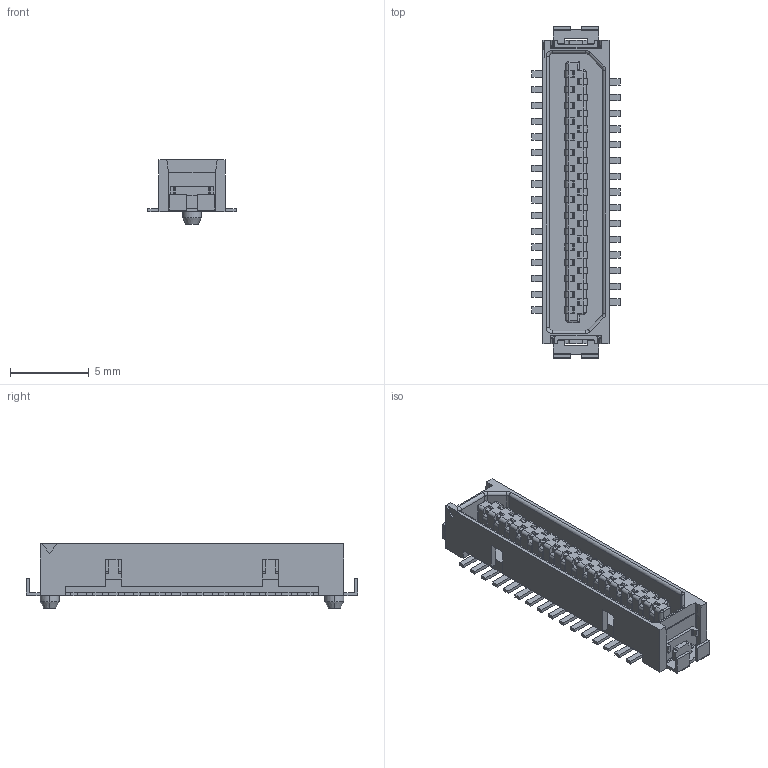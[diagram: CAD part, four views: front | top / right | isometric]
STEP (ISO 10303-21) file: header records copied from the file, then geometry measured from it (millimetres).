
FILE_DESCRIPTION(('OneSpaceDesigner STEP Export'),'2;1');
FILE_NAME('DF9-31P-1V.stp','2008-03-25T15:20:37',(''),(''),'OneSpace Designer STEP processor for AP203 (Solid Model)','OneSpace Designer 13.00 26-Oct-2004 (C) CoCreate Software GmbH','');
FILE_SCHEMA(('CONFIG_CONTROL_DESIGN'));
Length unit declared in the file: millimetre
Products named in the file (2): p2; DF9-31P-1V.stp
Assembly tree (1 placements, depth 2):
  DF9-31P-1V.stp
    p2
Bounding box: 5.6 x 21.1 x 4.1 mm (x, y, z)
Volume: 166.7 mm3; surface area: 589.5 mm2
Topology: 1 solids, 1 shells, 1049 faces, 2878 edges, 1854 vertices
Faces by surface type: plane 714, cylinder 317, bspline 8, torus 6, cone 4
Entity records: 31167 total; most frequent: CARTESIAN_POINT 5831, ORIENTED_EDGE 5752, DIRECTION 4628, EDGE_CURVE 2876, VECTOR 2140, LINE 2140, VERTEX_POINT 1854, AXIS2_PLACEMENT_3D 1244
